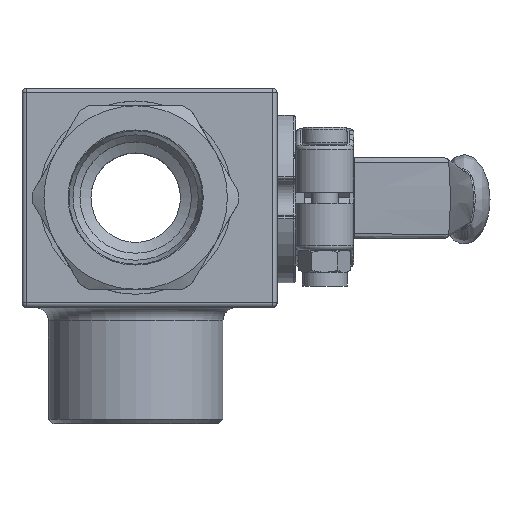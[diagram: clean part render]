
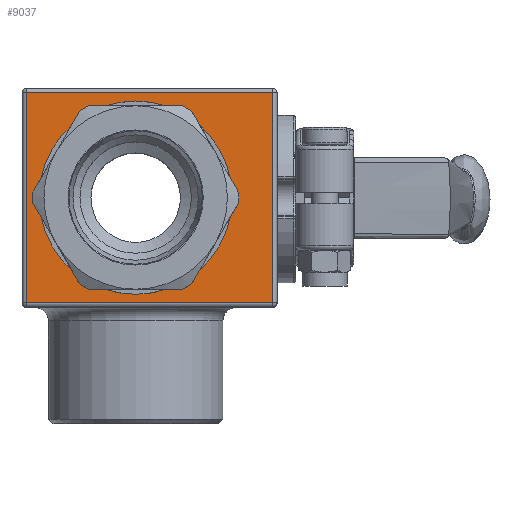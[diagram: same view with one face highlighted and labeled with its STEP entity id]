
A CAD part, top view. The second image highlights one B-rep face of the part: STEP entity #9037.
In plain terms, the highlighted planar face has unit normal (0, 0, 1).
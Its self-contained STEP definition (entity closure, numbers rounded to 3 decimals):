
#466=FACE_BOUND('',#1323,.T.);
#523=PLANE('',#9718);
#806=FACE_OUTER_BOUND('',#1322,.T.);
#1322=EDGE_LOOP('',(#6208,#6209,#6210,#6211));
#1323=EDGE_LOOP('',(#6212,#6213));
#1849=LINE('',#13813,#2473);
#1853=LINE('',#13833,#2477);
#1855=LINE('',#13836,#2479);
#1861=LINE('',#13845,#2485);
#2473=VECTOR('',#10930,10.);
#2477=VECTOR('',#10954,10.);
#2479=VECTOR('',#10958,10.);
#2485=VECTOR('',#10970,10.);
#3154=CIRCLE('',#9719,21.6);
#3155=CIRCLE('',#9720,21.6);
#3631=VERTEX_POINT('',#13770);
#3640=VERTEX_POINT('',#13794);
#3643=VERTEX_POINT('',#13804);
#3649=VERTEX_POINT('',#13824);
#3653=VERTEX_POINT('',#13860);
#3654=VERTEX_POINT('',#13861);
#4590=EDGE_CURVE('',#3631,#3643,#1849,.T.);
#4600=EDGE_CURVE('',#3643,#3649,#1853,.T.);
#4602=EDGE_CURVE('',#3649,#3640,#1855,.T.);
#4608=EDGE_CURVE('',#3640,#3631,#1861,.T.);
#4616=EDGE_CURVE('',#3653,#3654,#3154,.T.);
#4617=EDGE_CURVE('',#3654,#3653,#3155,.T.);
#6208=ORIENTED_EDGE('',*,*,#4590,.F.);
#6209=ORIENTED_EDGE('',*,*,#4608,.F.);
#6210=ORIENTED_EDGE('',*,*,#4602,.F.);
#6211=ORIENTED_EDGE('',*,*,#4600,.F.);
#6212=ORIENTED_EDGE('',*,*,#4616,.T.);
#6213=ORIENTED_EDGE('',*,*,#4617,.T.);
#9037=ADVANCED_FACE('',(#806,#466),#523,.T.);
#9718=AXIS2_PLACEMENT_3D('',#13859,#10988,#10989);
#9719=AXIS2_PLACEMENT_3D('',#13862,#10990,#10991);
#9720=AXIS2_PLACEMENT_3D('',#13863,#10992,#10993);
#10930=DIRECTION('',(0.,-1.,0.));
#10954=DIRECTION('',(-1.,0.,0.));
#10958=DIRECTION('',(0.,1.,0.));
#10970=DIRECTION('',(1.,0.,0.));
#10988=DIRECTION('center_axis',(0.,0.,1.));
#10989=DIRECTION('ref_axis',(1.,0.,0.));
#10990=DIRECTION('center_axis',(0.,0.,-1.));
#10991=DIRECTION('ref_axis',(-1.,0.,0.));
#10992=DIRECTION('center_axis',(0.,0.,-1.));
#10993=DIRECTION('ref_axis',(-1.,0.,0.));
#13770=CARTESIAN_POINT('',(30.6,23.5,31.25));
#13794=CARTESIAN_POINT('',(-24.4,23.5,31.25));
#13804=CARTESIAN_POINT('',(30.6,-23.5,31.25));
#13813=CARTESIAN_POINT('',(30.6,-12.25,31.25));
#13824=CARTESIAN_POINT('',(-24.4,-23.5,31.25));
#13833=CARTESIAN_POINT('',(-11.15,-23.5,31.25));
#13836=CARTESIAN_POINT('',(-24.4,12.25,31.25));
#13845=CARTESIAN_POINT('',(17.35,23.5,31.25));
#13859=CARTESIAN_POINT('Origin',(3.1,0.,31.25));
#13860=CARTESIAN_POINT('',(-21.6,0.,31.25));
#13861=CARTESIAN_POINT('',(21.6,0.,31.25));
#13862=CARTESIAN_POINT('Origin',(0.,0.,31.25));
#13863=CARTESIAN_POINT('Origin',(0.,0.,31.25));
